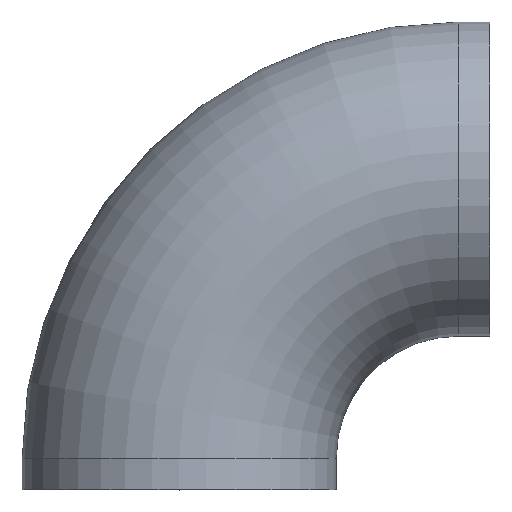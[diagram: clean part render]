
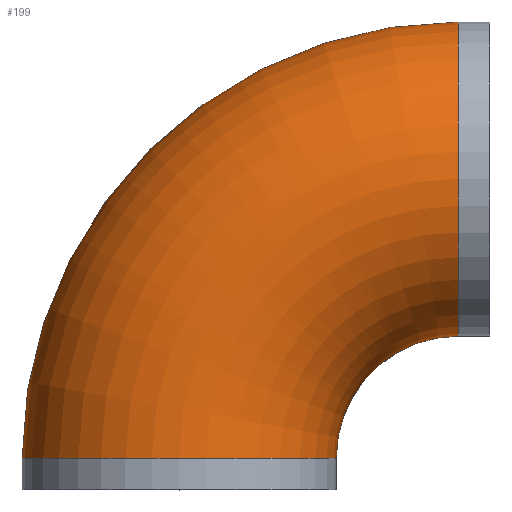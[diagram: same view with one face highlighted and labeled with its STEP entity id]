
A CAD part, top view. The second image highlights one B-rep face of the part: STEP entity #199.
In plain terms, the highlighted toroidal (fillet/blend) face has major radius 400 mm and minor radius 225 mm.
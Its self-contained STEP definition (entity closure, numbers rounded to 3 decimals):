
#115 = VERTEX_POINT( '', #253 );
#133 = EDGE_CURVE( '', #115, #193, #276, .T. );
#159 = EDGE_CURVE( '', #115, #191, #304, .T. );
#161 = EDGE_CURVE( '', #163, #191, #306, .T. );
#163 = VERTEX_POINT( '', #308 );
#179 = EDGE_CURVE( '', #163, #193, #326, .T. );
#191 = VERTEX_POINT( '', #340 );
#193 = VERTEX_POINT( '', #342 );
#199 = ADVANCED_FACE( '', ( #348 ), #349, .T. );
#253 = CARTESIAN_POINT( '', ( 225., 45., 0. ) );
#276 = CIRCLE( '', #424, 175. );
#304 = CIRCLE( '', #464, 225. );
#306 = CIRCLE( '', #467, 625. );
#308 = CARTESIAN_POINT( '', ( 400., 670., 0. ) );
#326 = CIRCLE( '', #496, 225. );
#340 = CARTESIAN_POINT( '', ( -225., 45., 0. ) );
#342 = CARTESIAN_POINT( '', ( 400., 220., 0. ) );
#348 = FACE_OUTER_BOUND( '', #523, .T. );
#349 = TOROIDAL_SURFACE( '', #524, 400., 225. );
#424 = AXIS2_PLACEMENT_3D( '', #615, #616, #617 );
#464 = AXIS2_PLACEMENT_3D( '', #647, #648, #649 );
#467 = AXIS2_PLACEMENT_3D( '', #650, #651, #652 );
#496 = AXIS2_PLACEMENT_3D( '', #678, #679, #680 );
#523 = EDGE_LOOP( '', ( #700, #701, #702, #703 ) );
#524 = AXIS2_PLACEMENT_3D( '', #704, #705, #706 );
#615 = CARTESIAN_POINT( '', ( 400., 45., 0. ) );
#616 = DIRECTION( '', ( 0., 0., -1. ) );
#617 = DIRECTION( '', ( 1., 0., 0. ) );
#647 = CARTESIAN_POINT( '', ( 0., 45., 0. ) );
#648 = DIRECTION( '', ( 0., -1., 0. ) );
#649 = DIRECTION( '', ( 1., 0., 0. ) );
#650 = CARTESIAN_POINT( '', ( 400., 45., 0. ) );
#651 = DIRECTION( '', ( 0., 0., 1. ) );
#652 = DIRECTION( '', ( 1., 0., 0. ) );
#678 = CARTESIAN_POINT( '', ( 400., 445., 0. ) );
#679 = DIRECTION( '', ( 1., 0., 0. ) );
#680 = DIRECTION( '', ( 0., -1., 0. ) );
#700 = ORIENTED_EDGE( '', *, *, #161, .T. );
#701 = ORIENTED_EDGE( '', *, *, #159, .F. );
#702 = ORIENTED_EDGE( '', *, *, #133, .T. );
#703 = ORIENTED_EDGE( '', *, *, #179, .F. );
#704 = CARTESIAN_POINT( '', ( 400., 45., 0. ) );
#705 = DIRECTION( '', ( 0., 0., 1. ) );
#706 = DIRECTION( '', ( 1., 0., 0. ) );
